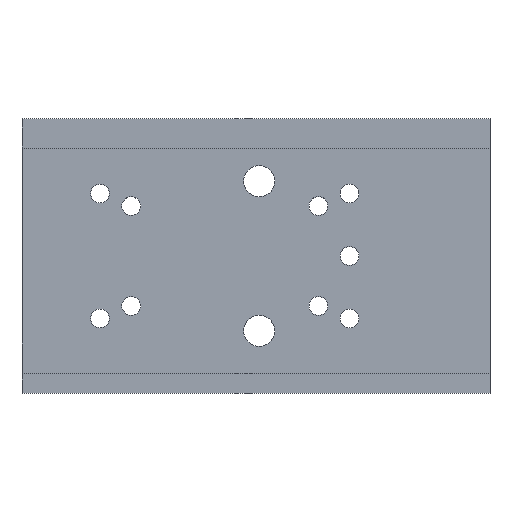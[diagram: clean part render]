
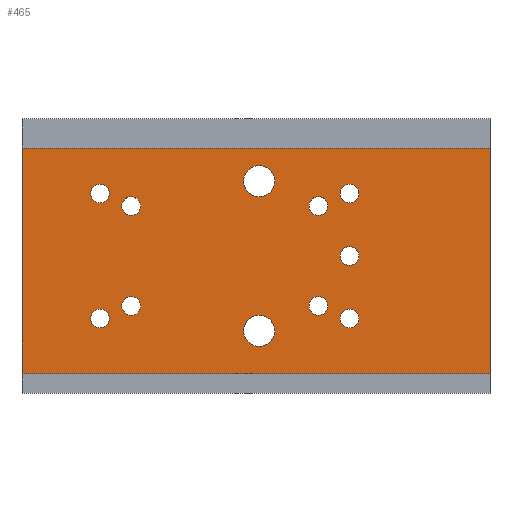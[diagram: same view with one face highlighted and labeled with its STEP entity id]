
A CAD part, top view. The second image highlights one B-rep face of the part: STEP entity #465.
In plain terms, the highlighted planar face has unit normal (0, 0, 1).
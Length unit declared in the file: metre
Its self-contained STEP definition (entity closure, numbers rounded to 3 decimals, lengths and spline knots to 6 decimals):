
#12=CIRCLE('',#485,0.0015);
#14=CIRCLE('',#488,0.0015);
#16=CIRCLE('',#491,0.0015);
#18=CIRCLE('',#494,0.0015);
#20=CIRCLE('',#497,0.0015);
#22=CIRCLE('',#500,0.0025);
#24=CIRCLE('',#503,0.0015);
#26=CIRCLE('',#506,0.0015);
#28=CIRCLE('',#509,0.0015);
#30=CIRCLE('',#512,0.0015);
#32=CIRCLE('',#515,0.0025);
#134=ORIENTED_EDGE('',*,*,#185,.T.);
#135=ORIENTED_EDGE('',*,*,#187,.T.);
#136=ORIENTED_EDGE('',*,*,#189,.T.);
#137=ORIENTED_EDGE('',*,*,#191,.T.);
#138=ORIENTED_EDGE('',*,*,#193,.T.);
#139=ORIENTED_EDGE('',*,*,#195,.T.);
#140=ORIENTED_EDGE('',*,*,#197,.T.);
#141=ORIENTED_EDGE('',*,*,#199,.T.);
#142=ORIENTED_EDGE('',*,*,#201,.T.);
#143=ORIENTED_EDGE('',*,*,#203,.T.);
#144=ORIENTED_EDGE('',*,*,#205,.T.);
#145=ORIENTED_EDGE('',*,*,#211,.T.);
#146=ORIENTED_EDGE('',*,*,#184,.T.);
#147=ORIENTED_EDGE('',*,*,#212,.F.);
#148=ORIENTED_EDGE('',*,*,#163,.F.);
#163=EDGE_CURVE('',#219,#220,#267,.T.);
#184=EDGE_CURVE('',#229,#238,#288,.T.);
#185=EDGE_CURVE('',#239,#239,#12,.T.);
#187=EDGE_CURVE('',#241,#241,#14,.T.);
#189=EDGE_CURVE('',#243,#243,#16,.T.);
#191=EDGE_CURVE('',#245,#245,#18,.T.);
#193=EDGE_CURVE('',#247,#247,#20,.T.);
#195=EDGE_CURVE('',#249,#249,#22,.T.);
#197=EDGE_CURVE('',#251,#251,#24,.T.);
#199=EDGE_CURVE('',#253,#253,#26,.T.);
#201=EDGE_CURVE('',#255,#255,#28,.T.);
#203=EDGE_CURVE('',#257,#257,#30,.T.);
#205=EDGE_CURVE('',#259,#259,#32,.T.);
#211=EDGE_CURVE('',#219,#229,#293,.T.);
#212=EDGE_CURVE('',#220,#238,#294,.T.);
#219=VERTEX_POINT('',#661);
#220=VERTEX_POINT('',#663);
#229=VERTEX_POINT('',#683);
#238=VERTEX_POINT('',#702);
#239=VERTEX_POINT('',#706);
#241=VERTEX_POINT('',#711);
#243=VERTEX_POINT('',#716);
#245=VERTEX_POINT('',#721);
#247=VERTEX_POINT('',#726);
#249=VERTEX_POINT('',#731);
#251=VERTEX_POINT('',#736);
#253=VERTEX_POINT('',#741);
#255=VERTEX_POINT('',#746);
#257=VERTEX_POINT('',#751);
#259=VERTEX_POINT('',#756);
#267=LINE('',#662,#301);
#288=LINE('',#703,#322);
#293=LINE('',#768,#327);
#294=LINE('',#769,#328);
#301=VECTOR('',#536,1.);
#322=VECTOR('',#559,1.);
#327=VECTOR('',#640,1.);
#328=VECTOR('',#641,1.);
#369=EDGE_LOOP('',(#134));
#370=EDGE_LOOP('',(#135));
#371=EDGE_LOOP('',(#136));
#372=EDGE_LOOP('',(#137));
#373=EDGE_LOOP('',(#138));
#374=EDGE_LOOP('',(#139));
#375=EDGE_LOOP('',(#140));
#376=EDGE_LOOP('',(#141));
#377=EDGE_LOOP('',(#142));
#378=EDGE_LOOP('',(#143));
#379=EDGE_LOOP('',(#144));
#380=EDGE_LOOP('',(#145,#146,#147,#148));
#423=FACE_BOUND('',#369,.T.);
#424=FACE_BOUND('',#370,.T.);
#425=FACE_BOUND('',#371,.T.);
#426=FACE_BOUND('',#372,.T.);
#427=FACE_BOUND('',#373,.T.);
#428=FACE_BOUND('',#374,.T.);
#429=FACE_BOUND('',#375,.T.);
#430=FACE_BOUND('',#376,.T.);
#431=FACE_BOUND('',#377,.T.);
#432=FACE_BOUND('',#378,.T.);
#433=FACE_BOUND('',#379,.T.);
#434=FACE_BOUND('',#380,.T.);
#444=PLANE('',#521);
#465=ADVANCED_FACE('',(#423,#424,#425,#426,#427,#428,#429,#430,#431,#432,
#433,#434),#444,.F.);
#485=AXIS2_PLACEMENT_3D('',#705,#562,#563);
#488=AXIS2_PLACEMENT_3D('',#710,#568,#569);
#491=AXIS2_PLACEMENT_3D('',#715,#574,#575);
#494=AXIS2_PLACEMENT_3D('',#720,#580,#581);
#497=AXIS2_PLACEMENT_3D('',#725,#586,#587);
#500=AXIS2_PLACEMENT_3D('',#730,#592,#593);
#503=AXIS2_PLACEMENT_3D('',#735,#598,#599);
#506=AXIS2_PLACEMENT_3D('',#740,#604,#605);
#509=AXIS2_PLACEMENT_3D('',#745,#610,#611);
#512=AXIS2_PLACEMENT_3D('',#750,#616,#617);
#515=AXIS2_PLACEMENT_3D('',#755,#622,#623);
#521=AXIS2_PLACEMENT_3D('',#767,#638,#639);
#536=DIRECTION('',(0.,-1.,0.));
#559=DIRECTION('',(0.,-1.,0.));
#562=DIRECTION('',(0.,0.,-1.));
#563=DIRECTION('',(-1.,0.,0.));
#568=DIRECTION('',(0.,0.,-1.));
#569=DIRECTION('',(-1.,0.,0.));
#574=DIRECTION('',(0.,0.,-1.));
#575=DIRECTION('',(-1.,0.,0.));
#580=DIRECTION('',(0.,0.,-1.));
#581=DIRECTION('',(-1.,0.,0.));
#586=DIRECTION('',(0.,0.,-1.));
#587=DIRECTION('',(-1.,0.,0.));
#592=DIRECTION('',(0.,0.,-1.));
#593=DIRECTION('',(-1.,0.,0.));
#598=DIRECTION('',(0.,0.,-1.));
#599=DIRECTION('',(-1.,0.,0.));
#604=DIRECTION('',(0.,0.,-1.));
#605=DIRECTION('',(-1.,0.,0.));
#610=DIRECTION('',(0.,0.,-1.));
#611=DIRECTION('',(-1.,0.,0.));
#616=DIRECTION('',(0.,0.,-1.));
#617=DIRECTION('',(-1.,0.,0.));
#622=DIRECTION('',(0.,0.,-1.));
#623=DIRECTION('',(-1.,0.,0.));
#638=DIRECTION('',(0.,0.,-1.));
#639=DIRECTION('',(-1.,0.,0.));
#640=DIRECTION('',(-1.,0.,0.));
#641=DIRECTION('',(-1.,0.,0.));
#661=CARTESIAN_POINT('',(0.155785,0.15892,-0.024758));
#662=CARTESIAN_POINT('',(0.155785,0.139279,-0.024758));
#663=CARTESIAN_POINT('',(0.155785,0.118109,-0.024758));
#683=CARTESIAN_POINT('',(0.080785,0.15892,-0.024758));
#702=CARTESIAN_POINT('',(0.080785,0.118109,-0.024758));
#703=CARTESIAN_POINT('',(0.080785,0.138515,-0.024758));
#705=CARTESIAN_POINT('',(0.133285,0.129279,-0.024758));
#706=CARTESIAN_POINT('',(0.131785,0.129279,-0.024758));
#710=CARTESIAN_POINT('',(0.128285,0.131279,-0.024758));
#711=CARTESIAN_POINT('',(0.126785,0.131279,-0.024758));
#715=CARTESIAN_POINT('',(0.098285,0.131279,-0.024758));
#716=CARTESIAN_POINT('',(0.096785,0.131279,-0.024758));
#720=CARTESIAN_POINT('',(0.133285,0.149279,-0.024758));
#721=CARTESIAN_POINT('',(0.131785,0.149279,-0.024758));
#725=CARTESIAN_POINT('',(0.128285,0.147279,-0.024758));
#726=CARTESIAN_POINT('',(0.126785,0.147279,-0.024758));
#730=CARTESIAN_POINT('',(0.118785,0.151279,-0.024758));
#731=CARTESIAN_POINT('',(0.116285,0.151279,-0.024758));
#735=CARTESIAN_POINT('',(0.098285,0.147279,-0.024758));
#736=CARTESIAN_POINT('',(0.096785,0.147279,-0.024758));
#740=CARTESIAN_POINT('',(0.093285,0.149279,-0.024758));
#741=CARTESIAN_POINT('',(0.091785,0.149279,-0.024758));
#745=CARTESIAN_POINT('',(0.133285,0.139279,-0.024758));
#746=CARTESIAN_POINT('',(0.131785,0.139279,-0.024758));
#750=CARTESIAN_POINT('',(0.093285,0.129279,-0.024758));
#751=CARTESIAN_POINT('',(0.091785,0.129279,-0.024758));
#755=CARTESIAN_POINT('',(0.118785,0.127279,-0.024758));
#756=CARTESIAN_POINT('',(0.116285,0.127279,-0.024758));
#767=CARTESIAN_POINT('',(1.080785,0.138515,-0.024758));
#768=CARTESIAN_POINT('',(1.080785,0.15892,-0.024758));
#769=CARTESIAN_POINT('',(1.080785,0.118109,-0.024758));
